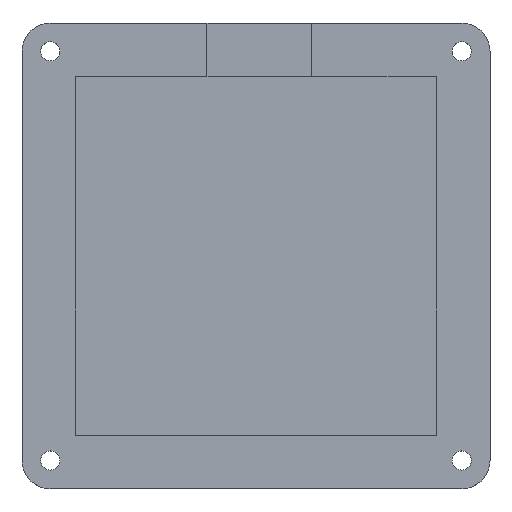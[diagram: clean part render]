
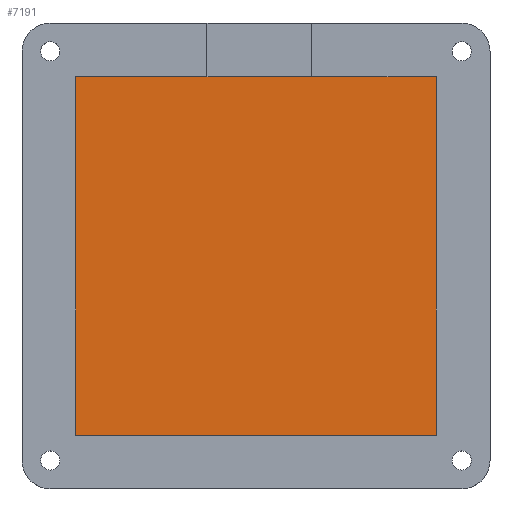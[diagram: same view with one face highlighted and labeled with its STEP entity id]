
A CAD part, top view. The second image highlights one B-rep face of the part: STEP entity #7191.
In plain terms, the highlighted planar face has unit normal (0, 0, 1).
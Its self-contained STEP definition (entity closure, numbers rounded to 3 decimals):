
#211=PLANE('',#7366);
#589=FACE_OUTER_BOUND('',#1005,.T.);
#1005=EDGE_LOOP('',(#6512,#6513,#6514,#6515));
#1578=LINE('',#14542,#2144);
#1580=LINE('',#14546,#2146);
#1581=LINE('',#14548,#2147);
#1582=LINE('',#14549,#2148);
#2144=VECTOR('',#8232,10.);
#2146=VECTOR('',#8236,10.);
#2147=VECTOR('',#8237,10.);
#2148=VECTOR('',#8238,10.);
#3347=VERTEX_POINT('',#14539);
#3348=VERTEX_POINT('',#14541);
#3349=VERTEX_POINT('',#14545);
#3350=VERTEX_POINT('',#14547);
#4410=EDGE_CURVE('',#3347,#3348,#1578,.T.);
#4412=EDGE_CURVE('',#3349,#3347,#1580,.T.);
#4413=EDGE_CURVE('',#3350,#3349,#1581,.T.);
#4414=EDGE_CURVE('',#3348,#3350,#1582,.T.);
#6512=ORIENTED_EDGE('',*,*,#4412,.F.);
#6513=ORIENTED_EDGE('',*,*,#4413,.F.);
#6514=ORIENTED_EDGE('',*,*,#4414,.F.);
#6515=ORIENTED_EDGE('',*,*,#4410,.F.);
#7191=ADVANCED_FACE('',(#589),#211,.T.);
#7366=AXIS2_PLACEMENT_3D('',#14544,#8234,#8235);
#8232=DIRECTION('',(1.,0.,0.));
#8234=DIRECTION('center_axis',(0.,0.,1.));
#8235=DIRECTION('ref_axis',(1.,0.,0.));
#8236=DIRECTION('',(0.,1.,0.));
#8237=DIRECTION('',(-1.,0.,0.));
#8238=DIRECTION('',(0.,-1.,0.));
#14539=CARTESIAN_POINT('',(-31.963,31.755,3.));
#14541=CARTESIAN_POINT('',(31.963,31.755,3.));
#14542=CARTESIAN_POINT('',(-15.981,31.755,3.));
#14544=CARTESIAN_POINT('Origin',(0.,0.,
3.));
#14545=CARTESIAN_POINT('',(-31.963,-31.755,3.));
#14546=CARTESIAN_POINT('',(-31.963,-15.878,3.));
#14547=CARTESIAN_POINT('',(31.963,-31.755,3.));
#14548=CARTESIAN_POINT('',(15.981,-31.755,3.));
#14549=CARTESIAN_POINT('',(31.963,15.878,3.));
